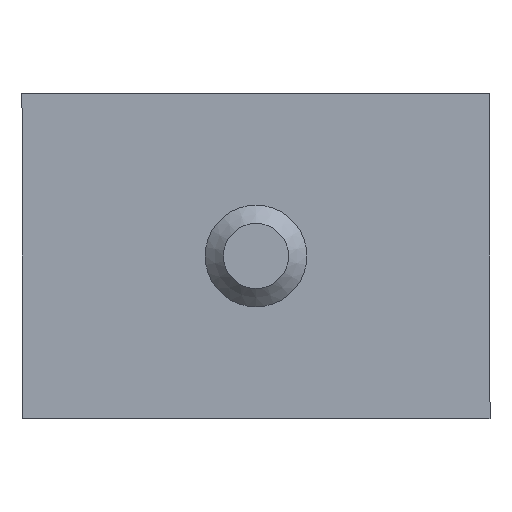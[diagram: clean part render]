
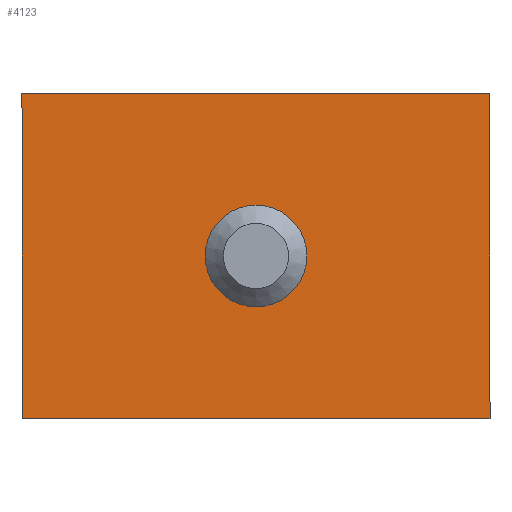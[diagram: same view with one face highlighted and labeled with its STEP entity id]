
A CAD part, front view. The second image highlights one B-rep face of the part: STEP entity #4123.
In plain terms, the highlighted face is planar.
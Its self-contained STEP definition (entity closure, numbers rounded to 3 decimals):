
#554=FACE_OUTER_BOUND('',#804,.T.);
#804=EDGE_LOOP('',(#3685,#3686,#3687,#3688));
#1211=LINE('',#7504,#1628);
#1215=LINE('',#7513,#1632);
#1218=LINE('',#7520,#1635);
#1221=LINE('',#7525,#1638);
#1628=VECTOR('',#5216,10.);
#1632=VECTOR('',#5224,10.);
#1635=VECTOR('',#5231,10.);
#1638=VECTOR('',#5236,10.);
#2003=VERTEX_POINT('',#7502);
#2004=VERTEX_POINT('',#7503);
#2007=VERTEX_POINT('',#7512);
#2009=VERTEX_POINT('',#7519);
#2562=EDGE_CURVE('',#2003,#2004,#1211,.T.);
#2566=EDGE_CURVE('',#2007,#2003,#1215,.T.);
#2569=EDGE_CURVE('',#2004,#2009,#1218,.T.);
#2572=EDGE_CURVE('',#2009,#2007,#1221,.T.);
#3685=ORIENTED_EDGE('',*,*,#2572,.T.);
#3686=ORIENTED_EDGE('',*,*,#2566,.T.);
#3687=ORIENTED_EDGE('',*,*,#2562,.T.);
#3688=ORIENTED_EDGE('',*,*,#2569,.T.);
#3887=PLANE('',#4443);
#4123=ADVANCED_FACE('',(#554),#3887,.F.);
#4443=AXIS2_PLACEMENT_3D('',#7527,#5238,#5239);
#5216=DIRECTION('',(-1.,0.,0.));
#5224=DIRECTION('',(0.,-1.,0.));
#5231=DIRECTION('',(0.,1.,0.));
#5236=DIRECTION('',(1.,0.,0.));
#5238=DIRECTION('center_axis',(0.,0.,1.));
#5239=DIRECTION('ref_axis',(1.,0.,0.));
#7502=CARTESIAN_POINT('',(90.,-62.5,0.));
#7503=CARTESIAN_POINT('',(-90.,-62.5,0.));
#7504=CARTESIAN_POINT('',(90.,-62.5,0.));
#7512=CARTESIAN_POINT('',(90.,62.5,0.));
#7513=CARTESIAN_POINT('',(90.,62.5,0.));
#7519=CARTESIAN_POINT('',(-90.,62.5,0.));
#7520=CARTESIAN_POINT('',(-90.,-62.5,0.));
#7525=CARTESIAN_POINT('',(-90.,62.5,0.));
#7527=CARTESIAN_POINT('Origin',(0.,0.,0.));
